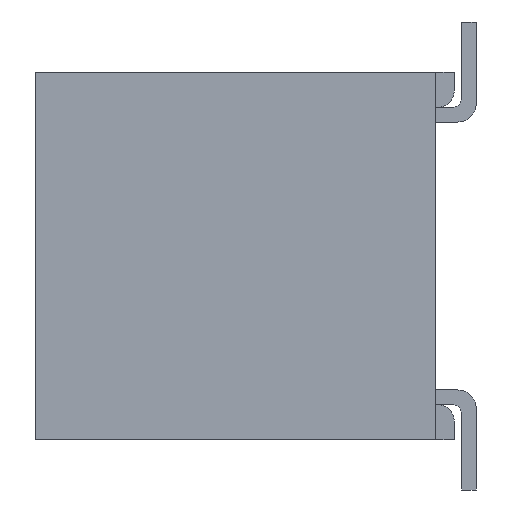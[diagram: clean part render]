
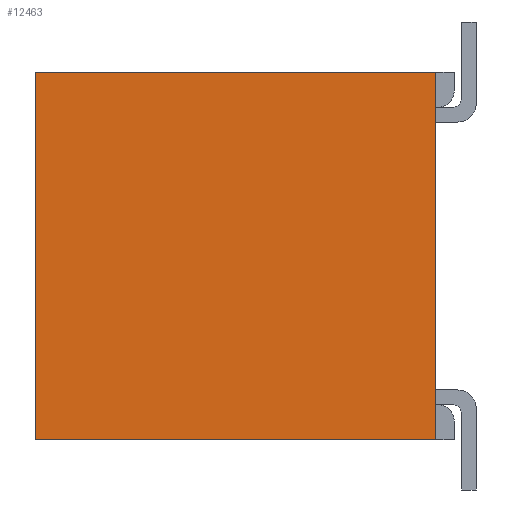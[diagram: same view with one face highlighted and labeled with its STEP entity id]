
A CAD part, left-side view. The second image highlights one B-rep face of the part: STEP entity #12463.
In plain terms, the highlighted planar face has unit normal (-1, 0, 0).
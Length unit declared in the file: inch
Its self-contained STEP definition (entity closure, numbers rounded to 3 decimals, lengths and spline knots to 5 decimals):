
#2611=ORIENTED_EDGE('',*,*,#5091,.T.);
#2612=ORIENTED_EDGE('',*,*,#5092,.T.);
#2613=ORIENTED_EDGE('',*,*,#5093,.F.);
#2614=ORIENTED_EDGE('',*,*,#5094,.F.);
#5091=EDGE_CURVE('',#6495,#6496,#7955,.T.);
#5092=EDGE_CURVE('',#6496,#6497,#7956,.T.);
#5093=EDGE_CURVE('',#6498,#6497,#7957,.T.);
#5094=EDGE_CURVE('',#6495,#6498,#7958,.T.);
#6495=VERTEX_POINT('',#19137);
#6496=VERTEX_POINT('',#19138);
#6497=VERTEX_POINT('',#19140);
#6498=VERTEX_POINT('',#19142);
#7955=LINE('',#19136,#9639);
#7956=LINE('',#19139,#9640);
#7957=LINE('',#19141,#9641);
#7958=LINE('',#19143,#9642);
#9639=VECTOR('',#15629,39.37008);
#9640=VECTOR('',#15630,39.37008);
#9641=VECTOR('',#15631,39.37008);
#9642=VECTOR('',#15632,39.37008);
#10587=EDGE_LOOP('',(#2611,#2612,#2613,#2614));
#11259=FACE_BOUND('',#10587,.T.);
#11853=PLANE('',#13218);
#12463=ADVANCED_FACE('',(#11259),#11853,.F.);
#13218=AXIS2_PLACEMENT_3D('',#19135,#15627,#15628);
#15627=DIRECTION('',(1.,0.,0.));
#15628=DIRECTION('',(0.,0.,-1.));
#15629=DIRECTION('',(0.,-1.,0.));
#15630=DIRECTION('',(0.,0.,1.));
#15631=DIRECTION('',(0.,-1.,0.));
#15632=DIRECTION('',(0.,0.,1.));
#19135=CARTESIAN_POINT('',(-0.255,0.228,-0.1));
#19136=CARTESIAN_POINT('',(-0.255,0.228,-0.1));
#19137=CARTESIAN_POINT('',(-0.255,0.228,-0.1));
#19138=CARTESIAN_POINT('',(-0.255,0.01,-0.1));
#19139=CARTESIAN_POINT('',(-0.255,0.01,-0.081));
#19140=CARTESIAN_POINT('',(-0.255,0.01,0.1));
#19141=CARTESIAN_POINT('',(-0.255,0.228,0.1));
#19142=CARTESIAN_POINT('',(-0.255,0.228,0.1));
#19143=CARTESIAN_POINT('',(-0.255,0.228,-0.1));
